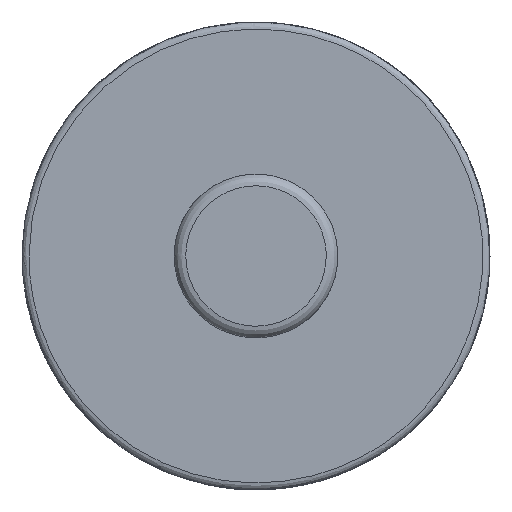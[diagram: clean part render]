
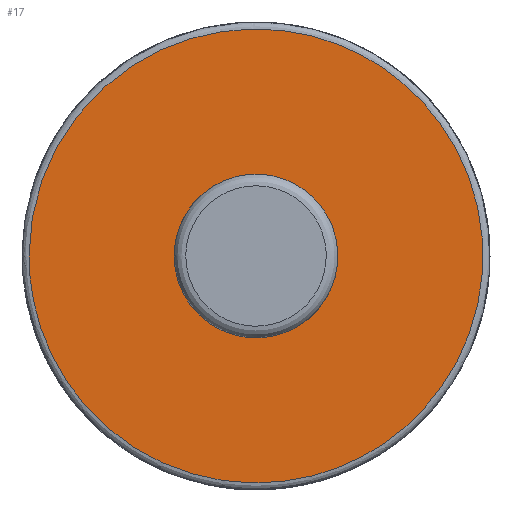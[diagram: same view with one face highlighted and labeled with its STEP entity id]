
A CAD part, front view. The second image highlights one B-rep face of the part: STEP entity #17.
In plain terms, the highlighted free-form (B-spline) face has degree [1, 1] with [2, 2] control points.
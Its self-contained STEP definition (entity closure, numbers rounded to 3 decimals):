
#17 = ADVANCED_FACE('',(#18,#32),#46,.F.);
#18 = FACE_BOUND('',#19,.F.);
#19 = EDGE_LOOP('',(#20));
#20 = ORIENTED_EDGE('',*,*,#21,.T.);
#21 = EDGE_CURVE('',#22,#22,#24,.T.);
#22 = VERTEX_POINT('',#23);
#23 = CARTESIAN_POINT('',(-5.677,-24.872,
    0.));
#24 = ( BOUNDED_CURVE() B_SPLINE_CURVE(2,(#25,#26,#27,#28,#29,#30,#31),
.UNSPECIFIED.,.T.,.F.) B_SPLINE_CURVE_WITH_KNOTS((1,2,2,2,2,1),(
    -2.094,0.,2.094,4.189,6.283,
8.378),.UNSPECIFIED.) CURVE() GEOMETRIC_REPRESENTATION_ITEM() 
RATIONAL_B_SPLINE_CURVE((1.,0.5,1.,0.5,1.,0.5,1.)) REPRESENTATION_ITEM(
  '') );
#25 = CARTESIAN_POINT('',(-5.677,-24.872,
    0.));
#26 = CARTESIAN_POINT('',(-5.677,-24.872,9.832
    ));
#27 = CARTESIAN_POINT('',(2.838,-24.872,4.916)
  );
#28 = CARTESIAN_POINT('',(11.353,-24.872,
    0.));
#29 = CARTESIAN_POINT('',(2.838,-24.872,-4.916
    ));
#30 = CARTESIAN_POINT('',(-5.677,-24.872,
    -9.832));
#31 = CARTESIAN_POINT('',(-5.677,-24.872,
    0.));
#32 = FACE_BOUND('',#33,.F.);
#33 = EDGE_LOOP('',(#34));
#34 = ORIENTED_EDGE('',*,*,#35,.T.);
#35 = EDGE_CURVE('',#36,#36,#38,.T.);
#36 = VERTEX_POINT('',#37);
#37 = CARTESIAN_POINT('',(-2.048,-24.872,
    0.));
#38 = ( BOUNDED_CURVE() B_SPLINE_CURVE(2,(#39,#40,#41,#42,#43,#44,#45),
.UNSPECIFIED.,.T.,.F.) B_SPLINE_CURVE_WITH_KNOTS((1,2,2,2,2,1),(
    -2.094,0.,2.094,4.189,6.283,
8.378),.UNSPECIFIED.) CURVE() GEOMETRIC_REPRESENTATION_ITEM() 
RATIONAL_B_SPLINE_CURVE((1.,0.5,1.,0.5,1.,0.5,1.)) REPRESENTATION_ITEM(
  '') );
#39 = CARTESIAN_POINT('',(-2.048,-24.872,
    0.));
#40 = CARTESIAN_POINT('',(-2.048,-24.872,
    -3.548));
#41 = CARTESIAN_POINT('',(1.024,-24.872,-1.774)
  );
#42 = CARTESIAN_POINT('',(4.097,-24.872,
    0.));
#43 = CARTESIAN_POINT('',(1.024,-24.872,1.774)
  );
#44 = CARTESIAN_POINT('',(-2.048,-24.872,3.548
    ));
#45 = CARTESIAN_POINT('',(-2.048,-24.872,
    0.));
#46 = B_SPLINE_SURFACE_WITH_KNOTS('',1,1,(
    (#47,#48)
    ,(#49,#50
    )),.UNSPECIFIED.,.F.,.F.,.F.,(2,2),(2,2),(-4.85,4.85),(-4.85,4.85),
  .PIECEWISE_BEZIER_KNOTS.);
#47 = CARTESIAN_POINT('',(-5.677,-24.872,
    -5.677));
#48 = CARTESIAN_POINT('',(5.677,-24.872,-5.677
    ));
#49 = CARTESIAN_POINT('',(-5.677,-24.872,5.677
    ));
#50 = CARTESIAN_POINT('',(5.677,-24.872,5.677)
  );
